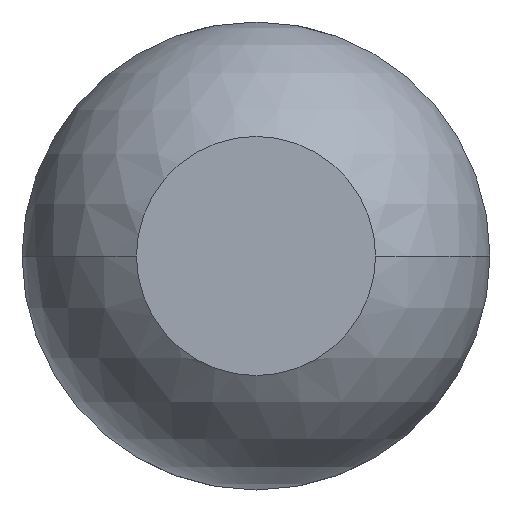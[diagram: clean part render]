
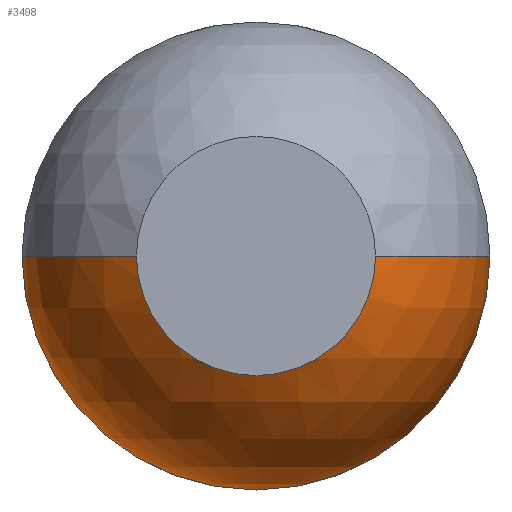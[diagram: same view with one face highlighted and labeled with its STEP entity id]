
A CAD part, front view. The second image highlights one B-rep face of the part: STEP entity #3498.
In plain terms, the highlighted spherical face has radius 0.685 mm.
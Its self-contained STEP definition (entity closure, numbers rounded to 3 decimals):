
#31 = DIRECTION ( 'NONE',  ( 0., 0., 1. ) ) ;
#80 = DIRECTION ( 'NONE',  ( 0., -1., 0. ) ) ;
#166 = DIRECTION ( 'NONE',  ( 0., 0., 1. ) ) ;
#221 = CARTESIAN_POINT ( 'NONE',  ( -0.685, -29.411, 0. ) ) ;
#298 = CARTESIAN_POINT ( 'NONE',  ( 0., -30., -0.35 ) ) ;
#311 = SPHERICAL_SURFACE ( 'NONE', #1798, 0.685 ) ;
#322 = DIRECTION ( 'NONE',  ( 1., 0., 0. ) ) ;
#423 = CARTESIAN_POINT ( 'NONE',  ( 0., -30., 0. ) ) ;
#440 = CIRCLE ( 'NONE', #4785, 0.35 ) ;
#585 = CARTESIAN_POINT ( 'NONE',  ( 0., -29.411, 0. ) ) ;
#631 = EDGE_CURVE ( 'Defeature ausgef�hrt1_37+Defeature ausgef�hrt1_35+Defeature ausgef�hrt1_35+Defeature ausgef�hrt1_35', #4182, #1838, #440, .T. ) ;
#773 = CARTESIAN_POINT ( 'NONE',  ( 0., -29.411, 0. ) ) ;
#804 = DIRECTION ( 'NONE',  ( 0., 0., -1. ) ) ;
#851 = ORIENTED_EDGE ( 'NONE', *, *, #2646, .F. ) ;
#1081 = ORIENTED_EDGE ( 'NONE', *, *, #3095, .F. ) ;
#1134 = CARTESIAN_POINT ( 'NONE',  ( 0., -29.411, -0.685 ) ) ;
#1187 = CIRCLE ( 'NONE', #2882, 0.685 ) ;
#1319 = DIRECTION ( 'NONE',  ( 0., -1., 0. ) ) ;
#1353 = ORIENTED_EDGE ( 'NONE', *, *, #631, .F. ) ;
#1392 = DIRECTION ( 'NONE',  ( 0., 1., 0. ) ) ;
#1532 = ORIENTED_EDGE ( 'NONE', *, *, #4827, .F. ) ;
#1598 = ORIENTED_EDGE ( 'NONE', *, *, #3067, .F. ) ;
#1669 = CIRCLE ( 'NONE', #4151, 0.685 ) ;
#1770 = AXIS2_PLACEMENT_3D ( 'NONE', #4570, #1392, #2931 ) ;
#1790 = DIRECTION ( 'NONE',  ( -1., 0., 0. ) ) ;
#1798 = AXIS2_PLACEMENT_3D ( 'NONE', #3760, #2597, #322 ) ;
#1812 = ORIENTED_EDGE ( 'NONE', *, *, #3822, .T. ) ;
#1838 = VERTEX_POINT ( 'NONE', #298 ) ;
#1851 = FACE_OUTER_BOUND ( 'NONE', #4458, .T. ) ;
#1983 = CIRCLE ( 'NONE', #4496, 0.685 ) ;
#2247 = VERTEX_POINT ( 'NONE', #221 ) ;
#2269 = VERTEX_POINT ( 'NONE', #4392 ) ;
#2510 = CIRCLE ( 'NONE', #1770, 0.685 ) ;
#2597 = DIRECTION ( 'NONE',  ( 0., 0., -1. ) ) ;
#2646 = EDGE_CURVE ( 'Defeature ausgef�hrt1_36+Defeature ausgef�hrt1_35+Defeature ausgef�hrt1_35+Defeature ausgef�hrt1_35', #2856, #3439, #1187, .T. ) ;
#2729 = CARTESIAN_POINT ( 'NONE',  ( -0.35, -30., 0. ) ) ;
#2856 = VERTEX_POINT ( 'NONE', #3797 ) ;
#2882 = AXIS2_PLACEMENT_3D ( 'NONE', #585, #4384, #166 ) ;
#2931 = DIRECTION ( 'NONE',  ( 0., 0., 1. ) ) ;
#3067 = EDGE_CURVE ( 'Defeature ausgef�hrt1_37+Defeature ausgef�hrt1_35+Defeature ausgef�hrt1_35+Defeature ausgef�hrt1_35', #1838, #2269, #4492, .T. ) ;
#3095 = EDGE_CURVE ( 'NONE', #2269, #2856, #1983, .T. ) ;
#3260 = CARTESIAN_POINT ( 'NONE',  ( 0., -30., 0. ) ) ;
#3439 = VERTEX_POINT ( 'NONE', #1134 ) ;
#3481 = AXIS2_PLACEMENT_3D ( 'NONE', #423, #80, #804 ) ;
#3498 = ADVANCED_FACE ( 'Defeature ausgef�hrt1_35', ( #1851 ), #311, .T. ) ;
#3760 = CARTESIAN_POINT ( 'NONE',  ( 0., -29.411, 0. ) ) ;
#3797 = CARTESIAN_POINT ( 'NONE',  ( 0.685, -29.411, 0. ) ) ;
#3822 = EDGE_CURVE ( 'NONE', #4182, #2247, #1669, .T. ) ;
#4064 = DIRECTION ( 'NONE',  ( 0., 0., -1. ) ) ;
#4151 = AXIS2_PLACEMENT_3D ( 'NONE', #4881, #4476, #1790 ) ;
#4182 = VERTEX_POINT ( 'NONE', #2729 ) ;
#4384 = DIRECTION ( 'NONE',  ( 0., 1., 0. ) ) ;
#4392 = CARTESIAN_POINT ( 'NONE',  ( 0.35, -30., 0. ) ) ;
#4458 = EDGE_LOOP ( 'NONE', ( #1353, #1812, #1532, #851, #1081, #1598 ) ) ;
#4476 = DIRECTION ( 'NONE',  ( 0., 0., -1. ) ) ;
#4492 = CIRCLE ( 'NONE', #3481, 0.35 ) ;
#4496 = AXIS2_PLACEMENT_3D ( 'NONE', #773, #31, #4673 ) ;
#4570 = CARTESIAN_POINT ( 'NONE',  ( 0., -29.411, 0. ) ) ;
#4673 = DIRECTION ( 'NONE',  ( 1., 0., 0. ) ) ;
#4785 = AXIS2_PLACEMENT_3D ( 'NONE', #3260, #1319, #4064 ) ;
#4827 = EDGE_CURVE ( 'Defeature ausgef�hrt1_36+Defeature ausgef�hrt1_35+Defeature ausgef�hrt1_35+Defeature ausgef�hrt1_35', #3439, #2247, #2510, .T. ) ;
#4881 = CARTESIAN_POINT ( 'NONE',  ( 0., -29.411, 0. ) ) ;
